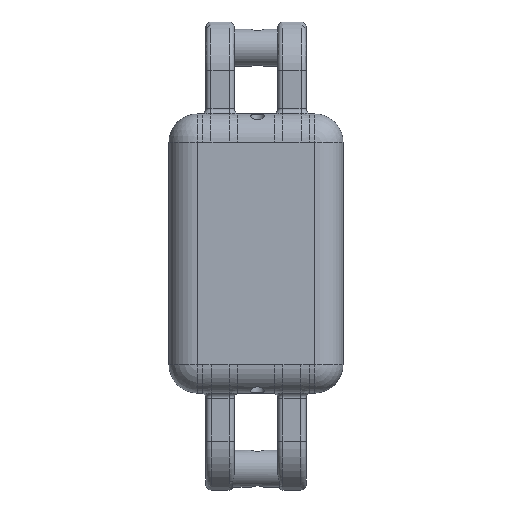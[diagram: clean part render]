
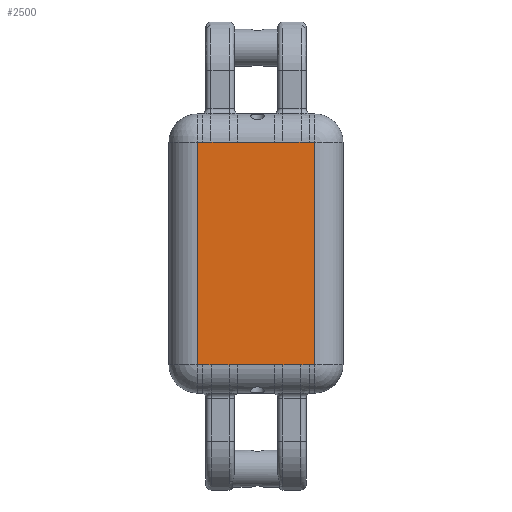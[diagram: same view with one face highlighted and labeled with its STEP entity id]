
A CAD part, top view. The second image highlights one B-rep face of the part: STEP entity #2500.
In plain terms, the highlighted planar face has unit normal (0, 0, 1).
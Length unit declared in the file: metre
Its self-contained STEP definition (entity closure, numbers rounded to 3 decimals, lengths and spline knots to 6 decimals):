
#164=LINE('',#3991,#284);
#165=LINE('',#3998,#285);
#166=LINE('',#4005,#286);
#167=LINE('',#4012,#287);
#168=LINE('',#4014,#288);
#169=LINE('',#4016,#289);
#170=LINE('',#4023,#290);
#171=LINE('',#4030,#291);
#172=LINE('',#4037,#292);
#173=LINE('',#4044,#293);
#174=LINE('',#4046,#294);
#175=LINE('',#4048,#295);
#284=VECTOR('',#3121,1.);
#285=VECTOR('',#3122,1.);
#286=VECTOR('',#3123,1.);
#287=VECTOR('',#3124,1.);
#288=VECTOR('',#3125,1.);
#289=VECTOR('',#3126,1.);
#290=VECTOR('',#3127,1.);
#291=VECTOR('',#3128,1.);
#292=VECTOR('',#3129,1.);
#293=VECTOR('',#3130,1.);
#294=VECTOR('',#3131,1.);
#295=VECTOR('',#3132,1.);
#380=PLANE('',#2707);
#660=ORIENTED_EDGE('',*,*,#1446,.T.);
#661=ORIENTED_EDGE('',*,*,#1447,.T.);
#662=ORIENTED_EDGE('',*,*,#1448,.T.);
#663=ORIENTED_EDGE('',*,*,#1449,.T.);
#664=ORIENTED_EDGE('',*,*,#1450,.T.);
#665=ORIENTED_EDGE('',*,*,#1451,.T.);
#666=ORIENTED_EDGE('',*,*,#1452,.T.);
#667=ORIENTED_EDGE('',*,*,#1453,.T.);
#668=ORIENTED_EDGE('',*,*,#1454,.T.);
#669=ORIENTED_EDGE('',*,*,#1455,.T.);
#670=ORIENTED_EDGE('',*,*,#1456,.T.);
#671=ORIENTED_EDGE('',*,*,#1457,.T.);
#672=ORIENTED_EDGE('',*,*,#1458,.T.);
#673=ORIENTED_EDGE('',*,*,#1459,.T.);
#674=ORIENTED_EDGE('',*,*,#1460,.T.);
#675=ORIENTED_EDGE('',*,*,#1461,.T.);
#676=ORIENTED_EDGE('',*,*,#1462,.T.);
#677=ORIENTED_EDGE('',*,*,#1463,.T.);
#678=ORIENTED_EDGE('',*,*,#1464,.T.);
#679=ORIENTED_EDGE('',*,*,#1465,.T.);
#1446=EDGE_CURVE('',#1836,#1837,#2006,.T.);
#1447=EDGE_CURVE('',#1837,#1838,#164,.F.);
#1448=EDGE_CURVE('',#1838,#1839,#2007,.T.);
#1449=EDGE_CURVE('',#1839,#1840,#165,.T.);
#1450=EDGE_CURVE('',#1840,#1841,#2008,.T.);
#1451=EDGE_CURVE('',#1841,#1842,#166,.F.);
#1452=EDGE_CURVE('',#1842,#1843,#2009,.T.);
#1453=EDGE_CURVE('',#1843,#1844,#167,.T.);
#1454=EDGE_CURVE('',#1844,#1845,#168,.F.);
#1455=EDGE_CURVE('',#1845,#1846,#169,.F.);
#1456=EDGE_CURVE('',#1846,#1847,#2010,.T.);
#1457=EDGE_CURVE('',#1847,#1848,#170,.T.);
#1458=EDGE_CURVE('',#1848,#1849,#2011,.T.);
#1459=EDGE_CURVE('',#1849,#1850,#171,.F.);
#1460=EDGE_CURVE('',#1850,#1851,#2012,.T.);
#1461=EDGE_CURVE('',#1851,#1852,#172,.T.);
#1462=EDGE_CURVE('',#1852,#1853,#2013,.T.);
#1463=EDGE_CURVE('',#1853,#1854,#173,.F.);
#1464=EDGE_CURVE('',#1854,#1855,#174,.T.);
#1465=EDGE_CURVE('',#1855,#1836,#175,.T.);
#1836=VERTEX_POINT('',#3989);
#1837=VERTEX_POINT('',#3990);
#1838=VERTEX_POINT('',#3992);
#1839=VERTEX_POINT('',#3997);
#1840=VERTEX_POINT('',#3999);
#1841=VERTEX_POINT('',#4004);
#1842=VERTEX_POINT('',#4006);
#1843=VERTEX_POINT('',#4011);
#1844=VERTEX_POINT('',#4013);
#1845=VERTEX_POINT('',#4015);
#1846=VERTEX_POINT('',#4017);
#1847=VERTEX_POINT('',#4022);
#1848=VERTEX_POINT('',#4024);
#1849=VERTEX_POINT('',#4029);
#1850=VERTEX_POINT('',#4031);
#1851=VERTEX_POINT('',#4036);
#1852=VERTEX_POINT('',#4038);
#1853=VERTEX_POINT('',#4043);
#1854=VERTEX_POINT('',#4045);
#1855=VERTEX_POINT('',#4047);
#2006=B_SPLINE_CURVE_WITH_KNOTS('',3,(#3985,#3986,#3987,#3988),
 .UNSPECIFIED.,.F.,.F.,(4,4),(0.,0.000897),.UNSPECIFIED.);
#2007=B_SPLINE_CURVE_WITH_KNOTS('',3,(#3993,#3994,#3995,#3996),
 .UNSPECIFIED.,.F.,.F.,(4,4),(0.,0.000897),.UNSPECIFIED.);
#2008=B_SPLINE_CURVE_WITH_KNOTS('',3,(#4000,#4001,#4002,#4003),
 .UNSPECIFIED.,.F.,.F.,(4,4),(0.,0.000897),.UNSPECIFIED.);
#2009=B_SPLINE_CURVE_WITH_KNOTS('',3,(#4007,#4008,#4009,#4010),
 .UNSPECIFIED.,.F.,.F.,(4,4),(0.,0.000897),.UNSPECIFIED.);
#2010=B_SPLINE_CURVE_WITH_KNOTS('',3,(#4018,#4019,#4020,#4021),
 .UNSPECIFIED.,.F.,.F.,(4,4),(0.,0.000885),.UNSPECIFIED.);
#2011=B_SPLINE_CURVE_WITH_KNOTS('',3,(#4025,#4026,#4027,#4028),
 .UNSPECIFIED.,.F.,.F.,(4,4),(0.,0.000885),.UNSPECIFIED.);
#2012=B_SPLINE_CURVE_WITH_KNOTS('',3,(#4032,#4033,#4034,#4035),
 .UNSPECIFIED.,.F.,.F.,(4,4),(0.,0.000885),.UNSPECIFIED.);
#2013=B_SPLINE_CURVE_WITH_KNOTS('',3,(#4039,#4040,#4041,#4042),
 .UNSPECIFIED.,.F.,.F.,(4,4),(0.,0.000885),.UNSPECIFIED.);
#2104=EDGE_LOOP('',(#660,#661,#662,#663,#664,#665,#666,#667,#668,#669,#670,
#671,#672,#673,#674,#675,#676,#677,#678,#679));
#2294=FACE_BOUND('',#2104,.T.);
#2500=ADVANCED_FACE('',(#2294),#380,.T.);
#2707=AXIS2_PLACEMENT_3D('',#3984,#3119,#3120);
#3119=DIRECTION('',(0.,0.,1.));
#3120=DIRECTION('',(1.,0.,0.));
#3121=DIRECTION('',(-1.,0.,0.));
#3122=DIRECTION('',(1.,0.,0.));
#3123=DIRECTION('',(-1.,0.,0.));
#3124=DIRECTION('',(1.,0.,0.));
#3125=DIRECTION('',(0.,-1.,0.));
#3126=DIRECTION('',(1.,0.,0.));
#3127=DIRECTION('',(-1.,0.,0.));
#3128=DIRECTION('',(1.,0.,0.));
#3129=DIRECTION('',(-1.,0.,0.));
#3130=DIRECTION('',(1.,0.,0.));
#3131=DIRECTION('',(0.,-1.,0.));
#3132=DIRECTION('',(1.,0.,0.));
#3984=CARTESIAN_POINT('',(0.029249,0.155279,0.01651));
#3985=CARTESIAN_POINT('',(0.023521,0.143345,0.01651));
#3986=CARTESIAN_POINT('',(0.02382,0.143345,0.01651));
#3987=CARTESIAN_POINT('',(0.024119,0.143317,0.01651));
#3988=CARTESIAN_POINT('',(0.024418,0.143317,0.01651));
#3989=CARTESIAN_POINT('',(0.023521,0.143345,0.01651));
#3990=CARTESIAN_POINT('',(0.024418,0.143317,0.01651));
#3991=CARTESIAN_POINT('',(0.038611,0.143317,0.01651));
#3992=CARTESIAN_POINT('',(0.026348,0.143317,0.01651));
#3993=CARTESIAN_POINT('',(0.026348,0.143317,0.01651));
#3994=CARTESIAN_POINT('',(0.026647,0.143317,0.01651));
#3995=CARTESIAN_POINT('',(0.026945,0.143345,0.01651));
#3996=CARTESIAN_POINT('',(0.027244,0.143345,0.01651));
#3997=CARTESIAN_POINT('',(0.027244,0.143345,0.01651));
#3998=CARTESIAN_POINT('',(0.038611,0.143345,0.01651));
#3999=CARTESIAN_POINT('',(0.031254,0.143345,0.01651));
#4000=CARTESIAN_POINT('',(0.031254,0.143345,0.01651));
#4001=CARTESIAN_POINT('',(0.031553,0.143345,0.01651));
#4002=CARTESIAN_POINT('',(0.031852,0.143317,0.01651));
#4003=CARTESIAN_POINT('',(0.032151,0.143317,0.01651));
#4004=CARTESIAN_POINT('',(0.032151,0.143317,0.01651));
#4005=CARTESIAN_POINT('',(0.038611,0.143317,0.01651));
#4006=CARTESIAN_POINT('',(0.034081,0.143317,0.01651));
#4007=CARTESIAN_POINT('',(0.034081,0.143317,0.01651));
#4008=CARTESIAN_POINT('',(0.03438,0.143317,0.01651));
#4009=CARTESIAN_POINT('',(0.034678,0.143345,0.01651));
#4010=CARTESIAN_POINT('',(0.034977,0.143345,0.01651));
#4011=CARTESIAN_POINT('',(0.034977,0.143345,0.01651));
#4012=CARTESIAN_POINT('',(0.038611,0.143345,0.01651));
#4013=CARTESIAN_POINT('',(0.035545,0.143345,0.01651));
#4014=CARTESIAN_POINT('',(0.035545,0.155279,0.01651));
#4015=CARTESIAN_POINT('',(0.035545,0.167213,0.01651));
#4016=CARTESIAN_POINT('',(0.029249,0.167213,0.01651));
#4017=CARTESIAN_POINT('',(0.034972,0.167213,0.01651));
#4018=CARTESIAN_POINT('',(0.034972,0.167213,0.01651));
#4019=CARTESIAN_POINT('',(0.034677,0.167213,0.01651));
#4020=CARTESIAN_POINT('',(0.034383,0.16724,0.01651));
#4021=CARTESIAN_POINT('',(0.034088,0.16724,0.01651));
#4022=CARTESIAN_POINT('',(0.034088,0.16724,0.01651));
#4023=CARTESIAN_POINT('',(0.019887,0.16724,0.01651));
#4024=CARTESIAN_POINT('',(0.032144,0.16724,0.01651));
#4025=CARTESIAN_POINT('',(0.032144,0.16724,0.01651));
#4026=CARTESIAN_POINT('',(0.031849,0.16724,0.01651));
#4027=CARTESIAN_POINT('',(0.031555,0.167213,0.01651));
#4028=CARTESIAN_POINT('',(0.03126,0.167213,0.01651));
#4029=CARTESIAN_POINT('',(0.03126,0.167213,0.01651));
#4030=CARTESIAN_POINT('',(0.029249,0.167213,0.01651));
#4031=CARTESIAN_POINT('',(0.027239,0.167213,0.01651));
#4032=CARTESIAN_POINT('',(0.027239,0.167213,0.01651));
#4033=CARTESIAN_POINT('',(0.026944,0.167213,0.01651));
#4034=CARTESIAN_POINT('',(0.02665,0.16724,0.01651));
#4035=CARTESIAN_POINT('',(0.026355,0.16724,0.01651));
#4036=CARTESIAN_POINT('',(0.026355,0.16724,0.01651));
#4037=CARTESIAN_POINT('',(0.019887,0.16724,0.01651));
#4038=CARTESIAN_POINT('',(0.024411,0.16724,0.01651));
#4039=CARTESIAN_POINT('',(0.024411,0.16724,0.01651));
#4040=CARTESIAN_POINT('',(0.024116,0.16724,0.01651));
#4041=CARTESIAN_POINT('',(0.023822,0.167213,0.01651));
#4042=CARTESIAN_POINT('',(0.023527,0.167213,0.01651));
#4043=CARTESIAN_POINT('',(0.023527,0.167213,0.01651));
#4044=CARTESIAN_POINT('',(0.029249,0.167213,0.01651));
#4045=CARTESIAN_POINT('',(0.022954,0.167213,0.01651));
#4046=CARTESIAN_POINT('',(0.022954,0.140279,0.01651));
#4047=CARTESIAN_POINT('',(0.022954,0.143345,0.01651));
#4048=CARTESIAN_POINT('',(0.038611,0.143345,0.01651));
